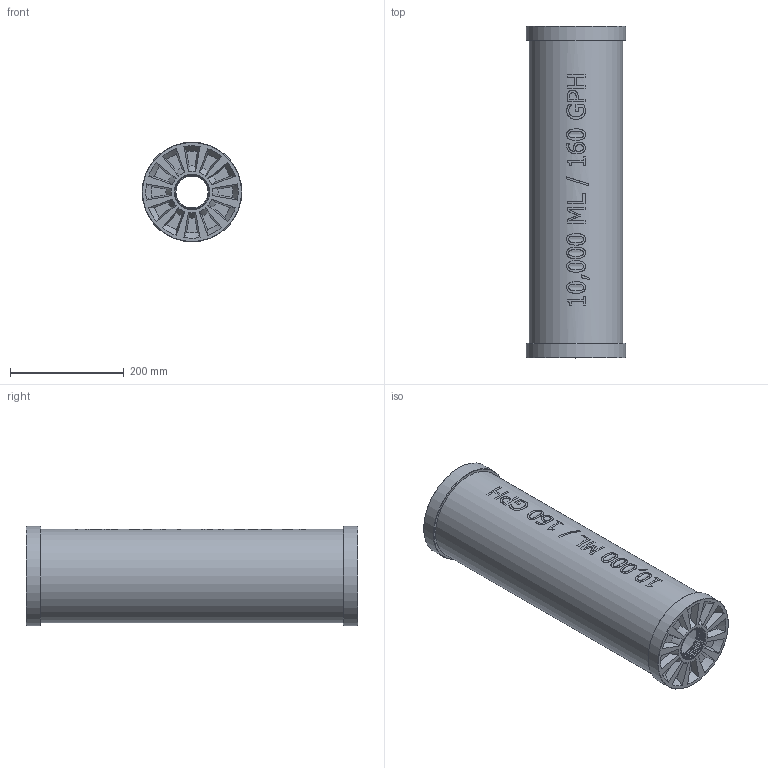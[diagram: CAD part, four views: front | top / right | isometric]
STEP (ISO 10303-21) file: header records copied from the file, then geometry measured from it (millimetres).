
FILE_DESCRIPTION((''),'2;1');
FILE_NAME('PV#2-10000_R0.stp','2016-03-17T11:06:29',('Engineering'),(''),'Autodesk Inventor 2009','Autodesk Inventor 2009','');
FILE_SCHEMA(('AUTOMOTIVE_DESIGN { 1 0 10303 214 1 1 1 1 }'));
Length unit declared in the file: inch
Products named in the file (3): PV#2-10000_R0; PV10000-ENCAP; PV-10000-TUBE_R0
Assembly tree (3 placements, depth 2):
  PV#2-10000_R0
    PV10000-ENCAP  x2
    PV-10000-TUBE_R0
Bounding box: 175.41 x 584.2 x 175.41 mm (x, y, z)
Volume: 1444435.9 mm3; surface area: 751597 mm2
Topology: 3 solids, 3 shells, 587 faces, 1511 edges, 978 vertices
Faces by surface type: bspline 229, plane 208, cone 88, cylinder 62
Full cylindrical faces by diameter (mm): 56.358 x18, 160.528 x1, 165.1 x1
Entity records: 61815 total; most frequent: CARTESIAN_POINT 53442, ORIENTED_EDGE 2028, DIRECTION 1161, EDGE_CURVE 1014, VERTEX_POINT 666, VECTOR 485, LINE 485, EDGE_LOOP 444
